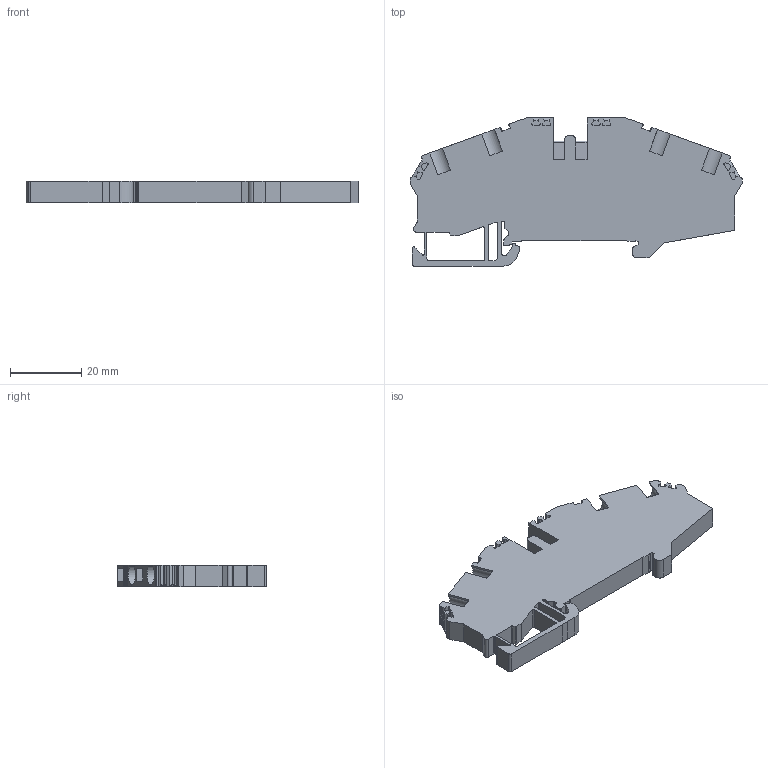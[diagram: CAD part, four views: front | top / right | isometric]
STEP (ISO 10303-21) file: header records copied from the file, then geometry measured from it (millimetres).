
FILE_DESCRIPTION(/* description */ (''),/* implementation_level */ '2;1');
FILE_NAME(/* name */ '3517_ZRK4_4A_iso.stp',/* time_stamp */ '2011-08-03T07:04:37+02:00',/* author */ (''),/* organization */ (''),/* preprocessor_version */ 'ST-DEVELOPER v11',/* originating_system */ 'SIEMENS UGS NX 6.0',/* authorisation */ '');
FILE_SCHEMA (('CONFIG_CONTROL_DESIGN'));
Length unit declared in the file: millimetre
Products named in the file (1): 3517_ZRK4_4A_iso
Bounding box: 93 x 41.5 x 6.1 mm (x, y, z)
Volume: 14878.5 mm3; surface area: 9014.9 mm2
Topology: 1 solids, 5 shells, 440 faces, 1256 edges, 832 vertices
Faces by surface type: plane 296, cylinder 140, torus 4
Full cylindrical faces by diameter (mm): 2.4 x2
Entity records: 15151 total; most frequent: CARTESIAN_POINT 3384, ORIENTED_EDGE 2508, DIRECTION 2377, EDGE_CURVE 1254, LINE 931, VECTOR 931, VERTEX_POINT 834, AXIS2_PLACEMENT_3D 723
